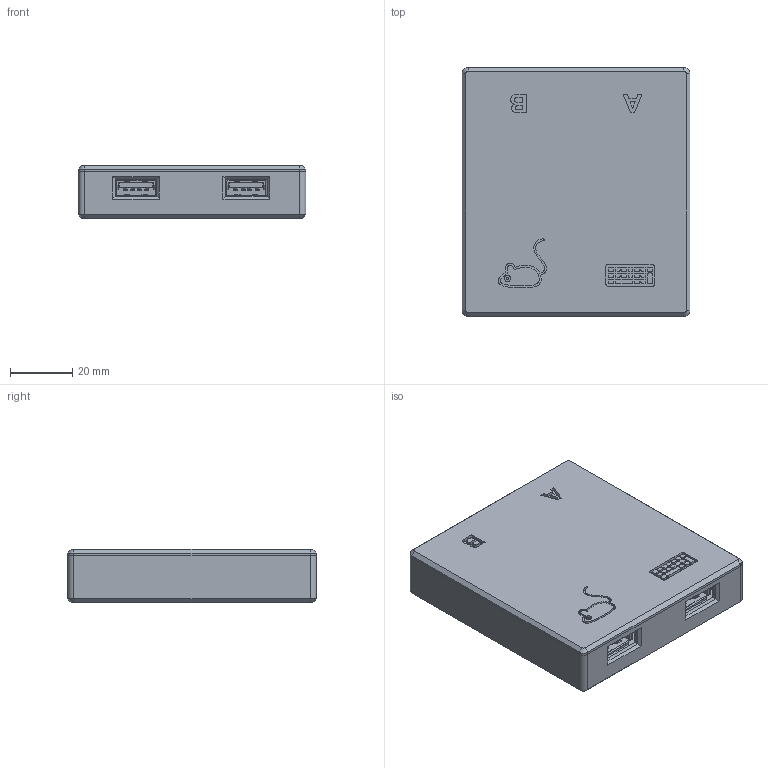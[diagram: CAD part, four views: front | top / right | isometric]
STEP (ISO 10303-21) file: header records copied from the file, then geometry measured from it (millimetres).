
FILE_DESCRIPTION(/* description */ (''),/* implementation_level */ '2;1');
FILE_NAME(/* name */ 'DeskHop 3D Case.step',/* time_stamp */ '2023-12-30T05:05:56-08:00',/* author */ (''),/* organization */ (''),/* preprocessor_version */ 'ST-DEVELOPER v20',/* originating_system */ 'Autodesk Translation Framework v12.14.0.127',/* authorisation */ '');
FILE_SCHEMA (('AUTOMOTIVE_DESIGN { 1 0 10303 214 3 1 1 }'));
Length unit declared in the file: millimetre
Products named in the file (18): DeskHop; Raspberry Pi Pico-R3; Power Filter CAP; Molex 676432911 USB-A; Header Pin 1x03 2.54 mm; ADuM 1201 BRZ digital isolator; SOLID (2); PCB; Raspberry Pi Pico-R3_1; COMPOUND; Molex 676432911 USB-A_1; COMPOUND (1); Header Pin 1x03 2.54 mm_1; SOLID (1); Power Filter CAP_1; SOLID; Box Top ; Box Bottom
Assembly tree (21 placements, depth 3):
  DeskHop
    Raspberry Pi Pico-R3
      COMPOUND
    Power Filter CAP
      SOLID
    Molex 676432911 USB-A
      COMPOUND (1)
    Header Pin 1x03 2.54 mm
      SOLID (1)
    ADuM 1201 BRZ digital isolator
      SOLID (2)
    PCB
    Raspberry Pi Pico-R3_1
      COMPOUND
    Molex 676432911 USB-A_1
      COMPOUND (1)
    Header Pin 1x03 2.54 mm_1
      SOLID (1)
    Power Filter CAP_1
      SOLID
    Box Top 
    Box Bottom
Bounding box: 73 x 79.8 x 17 mm (x, y, z)
Volume: 43690.2 mm3; surface area: 53751.8 mm2
Topology: 44 solids, 44 shells, 2829 faces, 8065 edges, 5353 vertices
Faces by surface type: plane 1983, cylinder 640, bspline 183, cone 12, torus 11
Full cylindrical faces by diameter (mm): 0.6 x1, 0.95 x8, 1 x92, 1.5 x4, 1.8 x4, 2.1 x8, 2.3 x4, 2.4 x3, 2.7 x3
Entity records: 58511 total; most frequent: CARTESIAN_POINT 13666, ORIENTED_EDGE 9708, DIRECTION 8612, EDGE_CURVE 4854, LINE 3534, VECTOR 3534, VERTEX_POINT 3205, AXIS2_PLACEMENT_3D 2539
